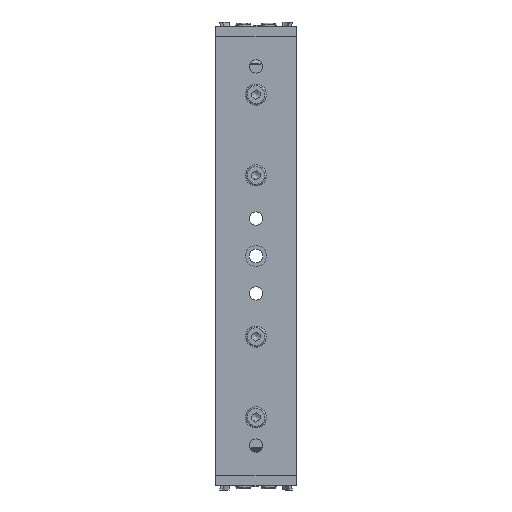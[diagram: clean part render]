
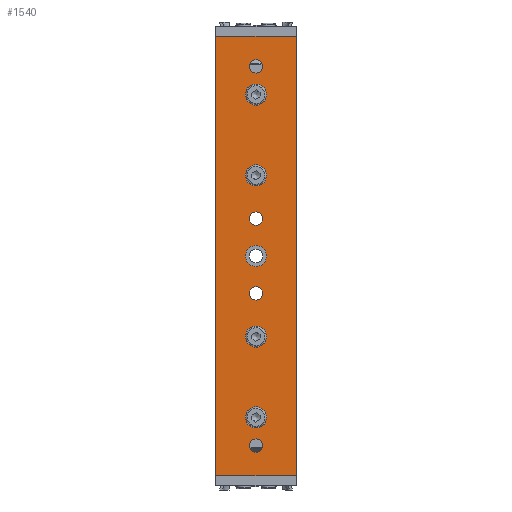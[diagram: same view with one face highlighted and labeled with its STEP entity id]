
A CAD part, left-side view. The second image highlights one B-rep face of the part: STEP entity #1540.
In plain terms, the highlighted planar face has unit normal (-1, 0, 0).
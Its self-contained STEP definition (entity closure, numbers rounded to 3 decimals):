
#230=CARTESIAN_POINT('',(0.0,20.0,194.25));
#231=VERTEX_POINT('',#230);
#232=CARTESIAN_POINT('',(0.0,20.0,189.0));
#233=DIRECTION('',(1.0,0.0,0.0));
#234=DIRECTION('',(0.0,0.0,1.0));
#235=AXIS2_PLACEMENT_3D('',#232,#233,#234);
#236=CIRCLE('',#235,5.25);
#237=EDGE_CURVE('',#231,#231,#236,.T.);
#401=CARTESIAN_POINT('',(0.0,20.0,154.25));
#402=VERTEX_POINT('',#401);
#403=CARTESIAN_POINT('',(0.0,20.0,149.0));
#404=DIRECTION('',(1.0,0.0,0.0));
#405=DIRECTION('',(0.0,0.0,1.0));
#406=AXIS2_PLACEMENT_3D('',#403,#404,#405);
#407=CIRCLE('',#406,5.25);
#408=EDGE_CURVE('',#402,#402,#407,.T.);
#572=CARTESIAN_POINT('',(0.0,20.0,114.25));
#573=VERTEX_POINT('',#572);
#574=CARTESIAN_POINT('',(0.0,20.0,109.0));
#575=DIRECTION('',(1.0,0.0,0.0));
#576=DIRECTION('',(0.0,0.0,1.0));
#577=AXIS2_PLACEMENT_3D('',#574,#575,#576);
#578=CIRCLE('',#577,5.25);
#579=EDGE_CURVE('',#573,#573,#578,.T.);
#743=CARTESIAN_POINT('',(0.0,20.0,74.25));
#744=VERTEX_POINT('',#743);
#745=CARTESIAN_POINT('',(0.0,20.0,69.0));
#746=DIRECTION('',(1.0,0.0,0.0));
#747=DIRECTION('',(0.0,0.0,1.0));
#748=AXIS2_PLACEMENT_3D('',#745,#746,#747);
#749=CIRCLE('',#748,5.25);
#750=EDGE_CURVE('',#744,#744,#749,.T.);
#914=CARTESIAN_POINT('',(0.0,20.0,34.25));
#915=VERTEX_POINT('',#914);
#916=CARTESIAN_POINT('',(0.0,20.0,29.));
#917=DIRECTION('',(1.0,0.0,0.0));
#918=DIRECTION('',(0.0,0.0,1.0));
#919=AXIS2_PLACEMENT_3D('',#916,#917,#918);
#920=CIRCLE('',#919,5.25);
#921=EDGE_CURVE('',#915,#915,#920,.T.);
#1304=CARTESIAN_POINT('',(0.0,20.0,130.824));
#1305=VERTEX_POINT('',#1304);
#1306=CARTESIAN_POINT('',(0.0,20.0,127.5));
#1307=DIRECTION('',(1.0,0.0,0.0));
#1308=DIRECTION('',(0.0,0.0,1.0));
#1309=AXIS2_PLACEMENT_3D('',#1306,#1307,#1308);
#1310=CIRCLE('',#1309,3.324);
#1311=EDGE_CURVE('',#1305,#1305,#1310,.T.);
#1353=CARTESIAN_POINT('',(0.0,20.0,206.324));
#1354=VERTEX_POINT('',#1353);
#1355=CARTESIAN_POINT('',(0.0,20.0,203.0));
#1356=DIRECTION('',(1.0,0.0,0.0));
#1357=DIRECTION('',(0.0,0.0,1.0));
#1358=AXIS2_PLACEMENT_3D('',#1355,#1356,#1357);
#1359=CIRCLE('',#1358,3.324);
#1360=EDGE_CURVE('',#1354,#1354,#1359,.T.);
#1402=CARTESIAN_POINT('',(0.0,20.0,93.823));
#1403=VERTEX_POINT('',#1402);
#1404=CARTESIAN_POINT('',(0.0,20.0,90.5));
#1405=DIRECTION('',(1.0,0.0,0.0));
#1406=DIRECTION('',(0.0,0.0,1.0));
#1407=AXIS2_PLACEMENT_3D('',#1404,#1405,#1406);
#1408=CIRCLE('',#1407,3.324);
#1409=EDGE_CURVE('',#1403,#1403,#1408,.T.);
#1451=CARTESIAN_POINT('',(0.0,20.0,18.323));
#1452=VERTEX_POINT('',#1451);
#1453=CARTESIAN_POINT('',(0.0,20.0,15.0));
#1454=DIRECTION('',(1.0,0.0,0.0));
#1455=DIRECTION('',(0.0,0.0,1.0));
#1456=AXIS2_PLACEMENT_3D('',#1453,#1454,#1455);
#1457=CIRCLE('',#1456,3.324);
#1458=EDGE_CURVE('',#1452,#1452,#1457,.T.);
#1474=CARTESIAN_POINT('',(0.0,0.0,0.0));
#1475=DIRECTION('',(-1.0,0.0,0.0));
#1476=DIRECTION('',(0.0,0.0,1.0));
#1477=AXIS2_PLACEMENT_3D('',#1474,#1475,#1476);
#1478=PLANE('',#1477);
#1479=CARTESIAN_POINT('',(0.0,0.0,218.0));
#1480=VERTEX_POINT('',#1479);
#1481=CARTESIAN_POINT('',(0.0,40.0,218.0));
#1482=VERTEX_POINT('',#1481);
#1483=CARTESIAN_POINT('',(0.0,0.0,218.0));
#1484=DIRECTION('',(0.0,1.0,0.0));
#1485=VECTOR('',#1484,40.0);
#1486=LINE('',#1483,#1485);
#1487=EDGE_CURVE('',#1480,#1482,#1486,.T.);
#1488=ORIENTED_EDGE('',*,*,#1487,.T.);
#1489=CARTESIAN_POINT('',(0.0,40.0,0.0));
#1490=VERTEX_POINT('',#1489);
#1491=CARTESIAN_POINT('',(0.0,40.0,0.0));
#1492=DIRECTION('',(0.0,0.0,1.0));
#1493=VECTOR('',#1492,218.0);
#1494=LINE('',#1491,#1493);
#1495=EDGE_CURVE('',#1490,#1482,#1494,.T.);
#1496=ORIENTED_EDGE('',*,*,#1495,.F.);
#1497=CARTESIAN_POINT('',(0.0,0.0,0.0));
#1498=VERTEX_POINT('',#1497);
#1499=CARTESIAN_POINT('',(0.0,40.0,0.0));
#1500=DIRECTION('',(0.0,-1.0,0.0));
#1501=VECTOR('',#1500,40.0);
#1502=LINE('',#1499,#1501);
#1503=EDGE_CURVE('',#1490,#1498,#1502,.T.);
#1504=ORIENTED_EDGE('',*,*,#1503,.T.);
#1505=CARTESIAN_POINT('',(0.0,0.0,0.0));
#1506=DIRECTION('',(0.0,0.0,1.0));
#1507=VECTOR('',#1506,218.0);
#1508=LINE('',#1505,#1507);
#1509=EDGE_CURVE('',#1498,#1480,#1508,.T.);
#1510=ORIENTED_EDGE('',*,*,#1509,.T.);
#1511=EDGE_LOOP('',(#1488,#1496,#1504,#1510));
#1512=FACE_OUTER_BOUND('',#1511,.T.);
#1513=ORIENTED_EDGE('',*,*,#237,.T.);
#1514=EDGE_LOOP('',(#1513));
#1515=FACE_BOUND('',#1514,.T.);
#1516=ORIENTED_EDGE('',*,*,#408,.T.);
#1517=EDGE_LOOP('',(#1516));
#1518=FACE_BOUND('',#1517,.T.);
#1519=ORIENTED_EDGE('',*,*,#579,.T.);
#1520=EDGE_LOOP('',(#1519));
#1521=FACE_BOUND('',#1520,.T.);
#1522=ORIENTED_EDGE('',*,*,#750,.T.);
#1523=EDGE_LOOP('',(#1522));
#1524=FACE_BOUND('',#1523,.T.);
#1525=ORIENTED_EDGE('',*,*,#921,.T.);
#1526=EDGE_LOOP('',(#1525));
#1527=FACE_BOUND('',#1526,.T.);
#1528=ORIENTED_EDGE('',*,*,#1311,.T.);
#1529=EDGE_LOOP('',(#1528));
#1530=FACE_BOUND('',#1529,.T.);
#1531=ORIENTED_EDGE('',*,*,#1360,.T.);
#1532=EDGE_LOOP('',(#1531));
#1533=FACE_BOUND('',#1532,.T.);
#1534=ORIENTED_EDGE('',*,*,#1409,.T.);
#1535=EDGE_LOOP('',(#1534));
#1536=FACE_BOUND('',#1535,.T.);
#1537=ORIENTED_EDGE('',*,*,#1458,.T.);
#1538=EDGE_LOOP('',(#1537));
#1539=FACE_BOUND('',#1538,.T.);
#1540=ADVANCED_FACE('',(#1512,#1515,#1518,#1521,#1524,#1527,#1530,#1533,#1536,#1539),#1478,.T.);
